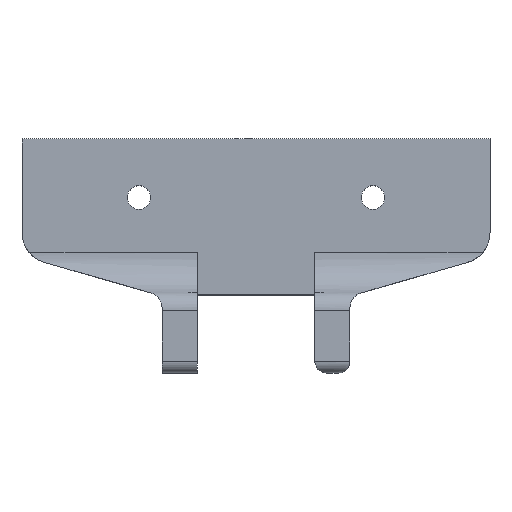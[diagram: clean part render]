
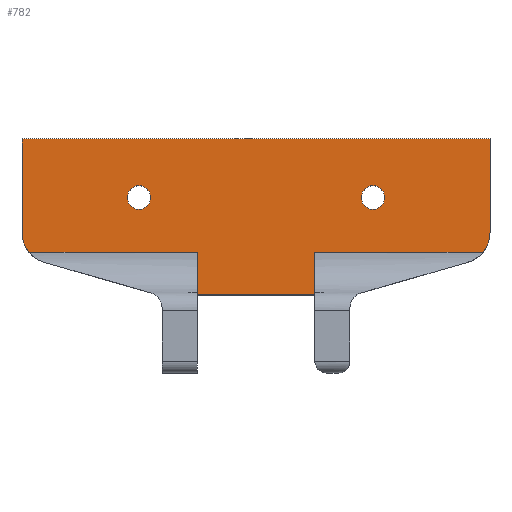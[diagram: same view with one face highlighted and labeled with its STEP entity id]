
A CAD part, top view. The second image highlights one B-rep face of the part: STEP entity #782.
In plain terms, the highlighted planar face has unit normal (0, 0, 1).
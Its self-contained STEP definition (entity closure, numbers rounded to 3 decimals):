
#22=FACE_BOUND('',#123,.T.);
#23=FACE_BOUND('',#124,.T.);
#40=PLANE('',#867);
#75=FACE_OUTER_BOUND('',#122,.T.);
#122=EDGE_LOOP('',(#672,#673,#674,#675,#676,#677,#678,#679,#680,#681));
#123=EDGE_LOOP('',(#682));
#124=EDGE_LOOP('',(#683));
#157=LINE('',#1147,#231);
#168=LINE('',#1199,#242);
#172=LINE('',#1219,#246);
#210=LINE('',#1325,#284);
#211=LINE('',#1340,#285);
#212=LINE('',#1342,#286);
#213=LINE('',#1344,#287);
#214=LINE('',#1346,#288);
#231=VECTOR('',#906,10.);
#242=VECTOR('',#945,10.);
#246=VECTOR('',#955,5.5);
#284=VECTOR('',#1059,5.5);
#285=VECTOR('',#1066,10.);
#286=VECTOR('',#1067,10.);
#287=VECTOR('',#1068,10.);
#288=VECTOR('',#1071,10.);
#319=CIRCLE('',#868,4.);
#320=CIRCLE('',#869,4.);
#321=CIRCLE('',#870,1.5);
#322=CIRCLE('',#871,1.5);
#334=VERTEX_POINT('',#1144);
#335=VERTEX_POINT('',#1146);
#351=VERTEX_POINT('',#1196);
#352=VERTEX_POINT('',#1198);
#357=VERTEX_POINT('',#1210);
#389=VERTEX_POINT('',#1324);
#391=VERTEX_POINT('',#1337);
#392=VERTEX_POINT('',#1339);
#393=VERTEX_POINT('',#1341);
#394=VERTEX_POINT('',#1343);
#395=VERTEX_POINT('',#1347);
#396=VERTEX_POINT('',#1349);
#409=EDGE_CURVE('',#335,#334,#157,.T.);
#430=EDGE_CURVE('',#352,#351,#168,.T.);
#437=EDGE_CURVE('',#357,#351,#172,.T.);
#489=EDGE_CURVE('',#335,#389,#210,.T.);
#492=EDGE_CURVE('',#357,#391,#319,.T.);
#493=EDGE_CURVE('',#391,#392,#211,.T.);
#494=EDGE_CURVE('',#392,#393,#212,.T.);
#495=EDGE_CURVE('',#393,#394,#213,.T.);
#496=EDGE_CURVE('',#394,#389,#320,.T.);
#497=EDGE_CURVE('',#334,#352,#214,.T.);
#498=EDGE_CURVE('',#395,#395,#321,.T.);
#499=EDGE_CURVE('',#396,#396,#322,.T.);
#672=ORIENTED_EDGE('',*,*,#437,.F.);
#673=ORIENTED_EDGE('',*,*,#492,.T.);
#674=ORIENTED_EDGE('',*,*,#493,.T.);
#675=ORIENTED_EDGE('',*,*,#494,.T.);
#676=ORIENTED_EDGE('',*,*,#495,.T.);
#677=ORIENTED_EDGE('',*,*,#496,.T.);
#678=ORIENTED_EDGE('',*,*,#489,.F.);
#679=ORIENTED_EDGE('',*,*,#409,.T.);
#680=ORIENTED_EDGE('',*,*,#497,.T.);
#681=ORIENTED_EDGE('',*,*,#430,.T.);
#682=ORIENTED_EDGE('',*,*,#498,.T.);
#683=ORIENTED_EDGE('',*,*,#499,.T.);
#782=ADVANCED_FACE('',(#75,#22,#23),#40,.T.);
#867=AXIS2_PLACEMENT_3D('',#1336,#1062,#1063);
#868=AXIS2_PLACEMENT_3D('',#1338,#1064,#1065);
#869=AXIS2_PLACEMENT_3D('',#1345,#1069,#1070);
#870=AXIS2_PLACEMENT_3D('',#1348,#1072,#1073);
#871=AXIS2_PLACEMENT_3D('',#1350,#1074,#1075);
#906=DIRECTION('',(0.,-1.,0.));
#945=DIRECTION('',(0.,1.,0.));
#955=DIRECTION('',(-1.,0.,0.));
#1059=DIRECTION('',(-1.,0.,0.));
#1062=DIRECTION('center_axis',(0.,0.,1.));
#1063=DIRECTION('ref_axis',(1.,0.,0.));
#1064=DIRECTION('center_axis',(0.,0.,1.));
#1065=DIRECTION('ref_axis',(0.275,-0.961,0.));
#1066=DIRECTION('',(0.,1.,0.));
#1067=DIRECTION('',(-1.,0.,0.));
#1068=DIRECTION('',(0.,-1.,0.));
#1069=DIRECTION('center_axis',(0.,0.,1.));
#1070=DIRECTION('ref_axis',(-1.,0.,0.));
#1071=DIRECTION('',(1.,0.,0.));
#1072=DIRECTION('center_axis',(0.,0.,-1.));
#1073=DIRECTION('ref_axis',(1.,0.,0.));
#1074=DIRECTION('center_axis',(0.,0.,-1.));
#1075=DIRECTION('ref_axis',(1.,0.,0.));
#1144=CARTESIAN_POINT('',(22.45,-20.,4.));
#1146=CARTESIAN_POINT('',(22.45,-14.505,4.));
#1147=CARTESIAN_POINT('',(22.45,-20.,4.));
#1196=CARTESIAN_POINT('',(37.55,-14.505,4.));
#1198=CARTESIAN_POINT('',(37.55,-20.,4.));
#1199=CARTESIAN_POINT('',(37.55,-15.,4.));
#1210=CARTESIAN_POINT('',(59.106,-14.505,4.));
#1219=CARTESIAN_POINT('',(42.921,-14.505,4.));
#1324=CARTESIAN_POINT('',(0.894,-14.505,4.));
#1325=CARTESIAN_POINT('',(42.921,-14.505,4.));
#1336=CARTESIAN_POINT('Origin',(30.,-10.,4.));
#1337=CARTESIAN_POINT('',(60.,-11.985,4.));
#1338=CARTESIAN_POINT('Origin',(56.,-11.985,4.));
#1339=CARTESIAN_POINT('',(60.,0.,4.));
#1340=CARTESIAN_POINT('',(60.,0.,4.));
#1341=CARTESIAN_POINT('',(0.,0.,4.));
#1342=CARTESIAN_POINT('',(0.,0.,4.));
#1343=CARTESIAN_POINT('',(0.,-11.985,4.));
#1344=CARTESIAN_POINT('',(0.,-11.985,4.));
#1345=CARTESIAN_POINT('Origin',(4.,-11.985,4.));
#1346=CARTESIAN_POINT('',(42.921,-20.,4.));
#1347=CARTESIAN_POINT('',(13.5,-7.5,4.));
#1348=CARTESIAN_POINT('Origin',(15.,-7.5,4.));
#1349=CARTESIAN_POINT('',(43.5,-7.5,4.));
#1350=CARTESIAN_POINT('Origin',(45.,-7.5,4.));
